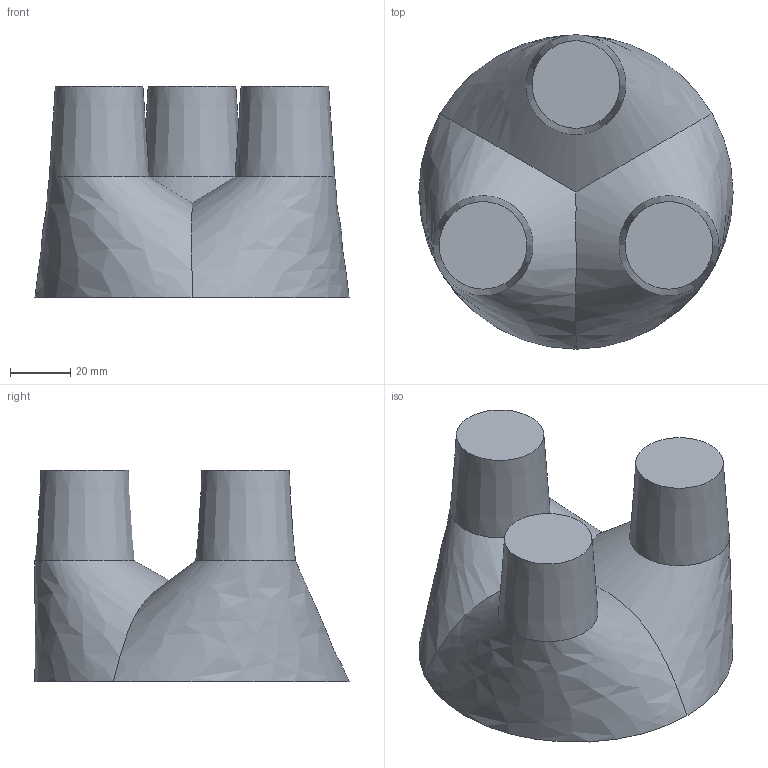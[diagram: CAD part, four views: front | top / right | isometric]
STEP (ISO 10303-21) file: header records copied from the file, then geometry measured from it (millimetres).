
FILE_DESCRIPTION(('FreeCAD Model'),'2;1');
FILE_NAME('Open CASCADE Shape Model','2024-01-18T15:16:19',(''),(''), 'Open CASCADE STEP processor 7.6','FreeCAD','Unknown');
FILE_SCHEMA(('AUTOMOTIVE_DESIGN { 1 0 10303 214 1 1 1 1 }'));
Length unit declared in the file: millimetre
Products named in the file (1): Body
Bounding box: 104 x 104 x 70 mm (x, y, z)
Volume: 333428.3 mm3; surface area: 34802 mm2
Topology: 1 solids, 1 shells, 10 faces, 27 edges, 19 vertices
Faces by surface type: plane 4, cone 3, bspline 3
Entity records: 1027 total; most frequent: CARTESIAN_POINT 765, ORIENTED_EDGE 54, DIRECTION 46, EDGE_CURVE 27, AXIS2_PLACEMENT_3D 23, VERTEX_POINT 19, CIRCLE 15, B_SPLINE_CURVE_WITH_KNOTS 12
